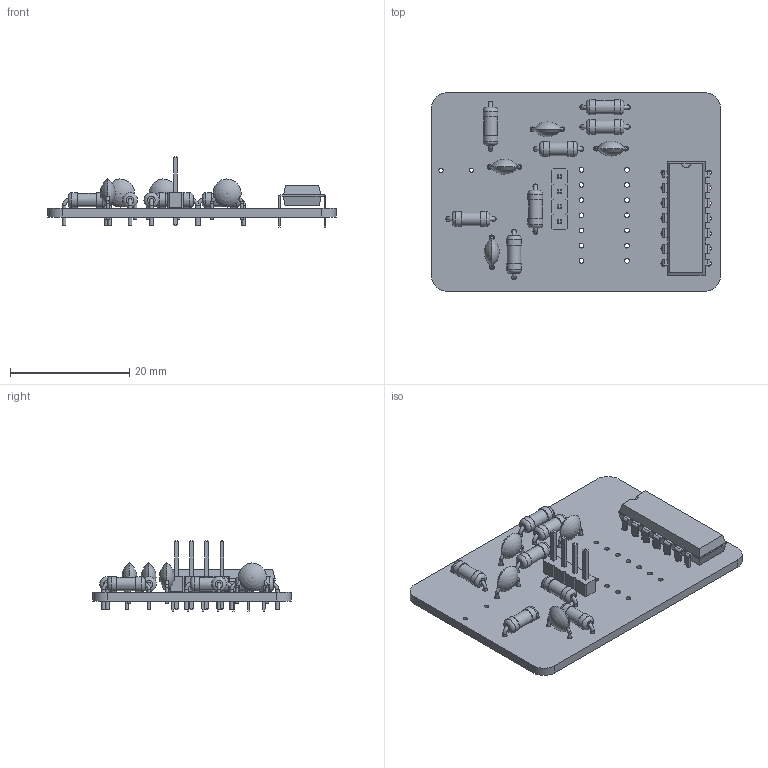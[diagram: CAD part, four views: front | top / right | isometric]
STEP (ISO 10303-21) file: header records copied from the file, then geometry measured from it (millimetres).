
FILE_DESCRIPTION(('KiCad electronic assembly'),'2;1');
FILE_NAME('Laser Circuit Through Hole.step','2025-10-14T22:47:58',( 'Pcbnew'),('Kicad'),'Open CASCADE STEP processor 7.9', 'KiCad to STEP converter','Unknown');
FILE_SCHEMA(('AUTOMOTIVE_DESIGN { 1 0 10303 214 1 1 1 1 }'));
Length unit declared in the file: millimetre
Products named in the file (6): Laser Circuit Through Hole 1; DIP-14_W7.62mm; R_Axial_DIN0207_L6.3mm_D2.5mm_P7.62mm_Horizontal; C_Disc_D4.7mm_W2.5mm_P5.00mm; PinHeader_1x04_P2.54mm_Vertical; Laser Circuit Through Hole_PCB
Assembly tree (14 placements, depth 2):
  Laser Circuit Through Hole 1
    DIP-14_W7.62mm
    R_Axial_DIN0207_L6.3mm_D2.5mm_P7.62mm_Horizontal  x7
    C_Disc_D4.7mm_W2.5mm_P5.00mm  x4
    PinHeader_1x04_P2.54mm_Vertical
    Laser Circuit Through Hole_PCB
Bounding box: 48.3 x 33.19 x 11.84 mm (x, y, z)
Volume: 3125 mm3; surface area: 5076.1 mm2
Topology: 14 solids, 14 shells, 561 faces, 1369 edges, 864 vertices
Faces by surface type: plane 351, cylinder 140, torus 28, bspline 26, revolution 8, sphere 8
Full cylindrical faces by diameter (mm): 0.5 x16, 0.6 x14, 0.7 x2, 0.8 x50, 1 x4, 2.25 x7, 2.5 x14
Entity records: 17158 total; most frequent: CARTESIAN_POINT 3265, ORIENTED_EDGE 2308, DIRECTION 2198, EDGE_CURVE 1154, LINE 918, VECTOR 918, VERTEX_POINT 735, AXIS2_PLACEMENT_3D 639
